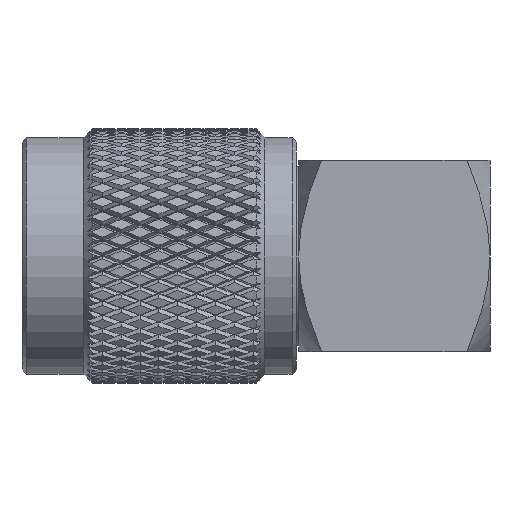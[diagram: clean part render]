
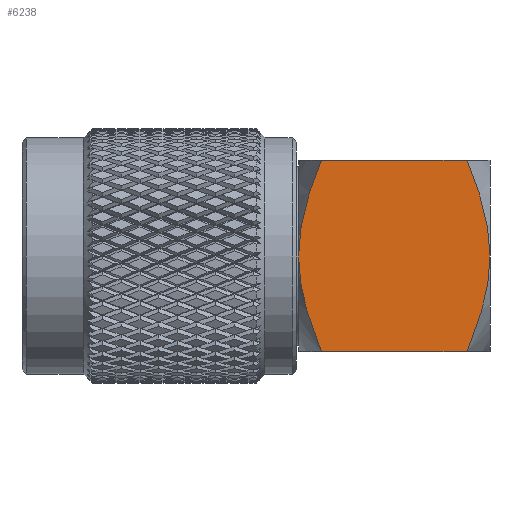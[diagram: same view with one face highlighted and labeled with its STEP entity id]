
A CAD part, front view. The second image highlights one B-rep face of the part: STEP entity #6238.
In plain terms, the highlighted planar face has unit normal (0, -1, 0).
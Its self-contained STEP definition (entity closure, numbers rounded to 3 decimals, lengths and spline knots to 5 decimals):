
#677 = CARTESIAN_POINT ( 'NONE',  ( -0.215, -0.215, 0.03731 ) ) ;
#2094 = CARTESIAN_POINT ( 'NONE',  ( -0.16358, -0.215, -0.215 ) ) ;
#2467 = CARTESIAN_POINT ( 'NONE',  ( 0.16358, -0.215, -0.215 ) ) ;
#2783 = CARTESIAN_POINT ( 'NONE',  ( -0.19035, -0.215, -0.14559 ) ) ;
#2798 = ORIENTED_EDGE ( 'NONE', *, *, #94087, .T. ) ;
#3462 = CARTESIAN_POINT ( 'NONE',  ( -0.20827, -0.215, -0.07391 ) ) ;
#4682 = FACE_OUTER_BOUND ( 'NONE', #20861, .T. ) ;
#5942 = DIRECTION ( 'NONE',  ( 0., 1., 0. ) ) ;
#6238 = ADVANCED_FACE ( 'NONE', ( #4682 ), #46482, .F. ) ;
#9157 = CARTESIAN_POINT ( 'NONE',  ( -0.20921, -0.215, 0.07369 ) ) ;
#9493 = CARTESIAN_POINT ( 'NONE',  ( -0.19513, -0.215, 0.12741 ) ) ;
#10588 = CARTESIAN_POINT ( 'NONE',  ( -0.21357, -0.215, -0.03726 ) ) ;
#10637 = CARTESIAN_POINT ( 'NONE',  ( 0.20443, -0.215, -0.09197 ) ) ;
#11250 = VERTEX_POINT ( 'NONE', #45755 ) ;
#14616 = DIRECTION ( 'NONE',  ( 1., 0., 0. ) ) ;
#14950 = ORIENTED_EDGE ( 'NONE', *, *, #61368, .T. ) ;
#15698 = EDGE_CURVE ( 'NONE', #50731, #49364, #36466, .T. ) ;
#15877 = VECTOR ( 'NONE', #14616, 39.37008 ) ;
#16117 = CARTESIAN_POINT ( 'NONE',  ( 0.1706, -0.215, 0.19782 ) ) ;
#17483 = EDGE_CURVE ( 'NONE', #49364, #58766, #27524, .T. ) ;
#18150 = CARTESIAN_POINT ( 'NONE',  ( -0.215, -0.215, 0. ) ) ;
#18797 = CARTESIAN_POINT ( 'NONE',  ( 0.215, -0.215, 0. ) ) ;
#20861 = EDGE_LOOP ( 'NONE', ( #14950, #2798, #102923, #97788, #91882, #85788 ) ) ;
#23520 = LINE ( 'NONE', #45251, #15877 ) ;
#25231 = VECTOR ( 'NONE', #91112, 39.37008 ) ;
#26578 = CARTESIAN_POINT ( 'NONE',  ( -0.1776, -0.215, -0.18068 ) ) ;
#27524 = B_SPLINE_CURVE_WITH_KNOTS ( 'NONE', 3,
 ( #42222, #677, #9157, #9493, #50029, #41861, #98788, #58534 ),
 .UNSPECIFIED., .F., .F.,
 ( 4, 2, 2, 4 ),
 ( 0.0117, 0.01455, 0.01597, 0.01739 ),
 .UNSPECIFIED. ) ;
#32496 = CARTESIAN_POINT ( 'NONE',  ( 0.19513, -0.215, 0.12741 ) ) ;
#36466 = B_SPLINE_CURVE_WITH_KNOTS ( 'NONE', 3,
 ( #75985, #26578, #2783, #59651, #3462, #10588, #83854, #76357 ),
 .UNSPECIFIED., .F., .F.,
 ( 4, 2, 2, 4 ),
 ( 0.00605, 0.00888, 0.01029, 0.0117 ),
 .UNSPECIFIED. ) ;
#38879 = B_SPLINE_CURVE_WITH_KNOTS ( 'NONE', 3,
 ( #2467, #42994, #59323, #10637, #100978, #67537, #67887, #18797 ),
 .UNSPECIFIED., .F., .F.,
 ( 4, 2, 2, 4 ),
 ( 0.00605, 0.00888, 0.01029, 0.0117 ),
 .UNSPECIFIED. ) ;
#39468 = EDGE_CURVE ( 'NONE', #58766, #56634, #23520, .T. ) ;
#41861 = CARTESIAN_POINT ( 'NONE',  ( -0.17727, -0.215, 0.18046 ) ) ;
#42222 = CARTESIAN_POINT ( 'NONE',  ( -0.215, -0.215, 0. ) ) ;
#42994 = CARTESIAN_POINT ( 'NONE',  ( 0.1776, -0.215, -0.18068 ) ) ;
#45251 = CARTESIAN_POINT ( 'NONE',  ( -0.215, -0.215, 0.215 ) ) ;
#45755 = CARTESIAN_POINT ( 'NONE',  ( 0.16358, -0.215, -0.215 ) ) ;
#46482 = PLANE ( 'NONE',  #50978 ) ;
#47815 = CARTESIAN_POINT ( 'NONE',  ( 0.215, -0.215, 0. ) ) ;
#49207 = CARTESIAN_POINT ( 'NONE',  ( 0.16358, -0.215, 0.215 ) ) ;
#49364 = VERTEX_POINT ( 'NONE', #18150 ) ;
#49549 = CARTESIAN_POINT ( 'NONE',  ( 0.215, -0.215, 0.03731 ) ) ;
#50029 = CARTESIAN_POINT ( 'NONE',  ( -0.18955, -0.215, 0.14523 ) ) ;
#50731 = VERTEX_POINT ( 'NONE', #2094 ) ;
#50978 = AXIS2_PLACEMENT_3D ( 'NONE', #54278, #5942, #61796 ) ;
#51765 = CARTESIAN_POINT ( 'NONE',  ( 0.16358, -0.215, 0.215 ) ) ;
#54278 = CARTESIAN_POINT ( 'NONE',  ( -0.215, -0.215, 0.215 ) ) ;
#56634 = VERTEX_POINT ( 'NONE', #51765 ) ;
#58534 = CARTESIAN_POINT ( 'NONE',  ( -0.16358, -0.215, 0.215 ) ) ;
#58766 = VERTEX_POINT ( 'NONE', #71659 ) ;
#59323 = CARTESIAN_POINT ( 'NONE',  ( 0.19035, -0.215, -0.14559 ) ) ;
#59651 = CARTESIAN_POINT ( 'NONE',  ( -0.20443, -0.215, -0.09197 ) ) ;
#60876 = LINE ( 'NONE', #98971, #25231 ) ;
#61368 = EDGE_CURVE ( 'NONE', #50731, #11250, #60876, .T. ) ;
#61796 = DIRECTION ( 'NONE',  ( 0., 0., 1. ) ) ;
#67537 = CARTESIAN_POINT ( 'NONE',  ( 0.21357, -0.215, -0.03726 ) ) ;
#67887 = CARTESIAN_POINT ( 'NONE',  ( 0.215, -0.215, -0.01849 ) ) ;
#71659 = CARTESIAN_POINT ( 'NONE',  ( -0.16358, -0.215, 0.215 ) ) ;
#75985 = CARTESIAN_POINT ( 'NONE',  ( -0.16358, -0.215, -0.215 ) ) ;
#76357 = CARTESIAN_POINT ( 'NONE',  ( -0.215, -0.215, 0. ) ) ;
#81922 = CARTESIAN_POINT ( 'NONE',  ( 0.18955, -0.215, 0.14523 ) ) ;
#83854 = CARTESIAN_POINT ( 'NONE',  ( -0.215, -0.215, -0.01849 ) ) ;
#84799 = CARTESIAN_POINT ( 'NONE',  ( 0.215, -0.215, 0. ) ) ;
#85788 = ORIENTED_EDGE ( 'NONE', *, *, #15698, .F. ) ;
#90443 = CARTESIAN_POINT ( 'NONE',  ( 0.17727, -0.215, 0.18046 ) ) ;
#91112 = DIRECTION ( 'NONE',  ( 1., 0., 0. ) ) ;
#91311 = EDGE_CURVE ( 'NONE', #104132, #56634, #103603, .T. ) ;
#91882 = ORIENTED_EDGE ( 'NONE', *, *, #17483, .F. ) ;
#94087 = EDGE_CURVE ( 'NONE', #11250, #104132, #38879, .T. ) ;
#97788 = ORIENTED_EDGE ( 'NONE', *, *, #39468, .F. ) ;
#98788 = CARTESIAN_POINT ( 'NONE',  ( -0.1706, -0.215, 0.19782 ) ) ;
#98971 = CARTESIAN_POINT ( 'NONE',  ( -0.215, -0.215, -0.215 ) ) ;
#100978 = CARTESIAN_POINT ( 'NONE',  ( 0.20827, -0.215, -0.07391 ) ) ;
#102923 = ORIENTED_EDGE ( 'NONE', *, *, #91311, .T. ) ;
#103603 = B_SPLINE_CURVE_WITH_KNOTS ( 'NONE', 3,
 ( #47815, #49549, #105416, #32496, #81922, #90443, #16117, #49207 ),
 .UNSPECIFIED., .F., .F.,
 ( 4, 2, 2, 4 ),
 ( 0.0117, 0.01455, 0.01597, 0.01739 ),
 .UNSPECIFIED. ) ;
#104132 = VERTEX_POINT ( 'NONE', #84799 ) ;
#105416 = CARTESIAN_POINT ( 'NONE',  ( 0.20921, -0.215, 0.07369 ) ) ;
